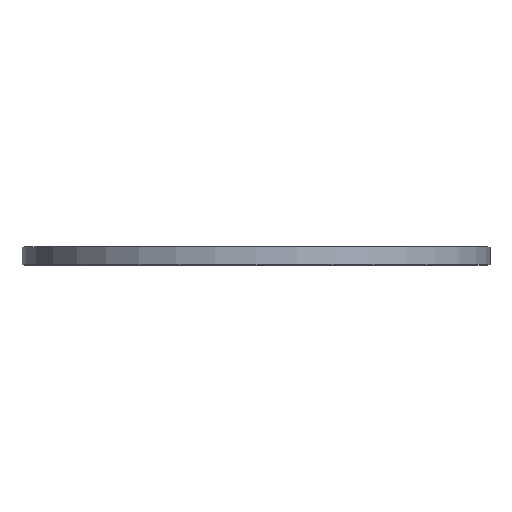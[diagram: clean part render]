
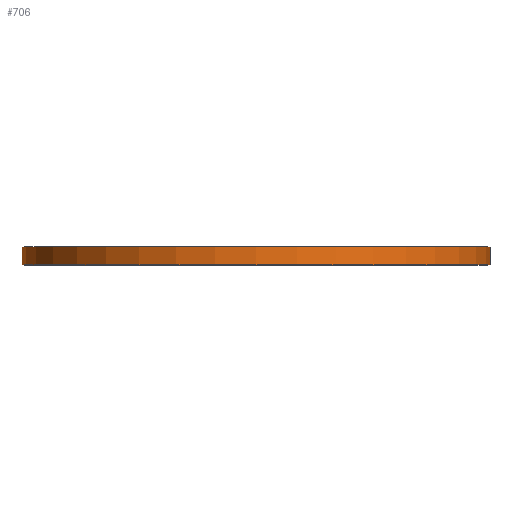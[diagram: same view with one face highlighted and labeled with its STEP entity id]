
A CAD part, top view. The second image highlights one B-rep face of the part: STEP entity #706.
In plain terms, the highlighted cylindrical face has radius 463.55 mm (diameter 927.1 mm), a full revolution.
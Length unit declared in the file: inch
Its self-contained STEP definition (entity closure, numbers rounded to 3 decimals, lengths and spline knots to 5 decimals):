
#104=FACE_OUTER_BOUND('',#136,.T.);
#136=EDGE_LOOP('',(#583,#584,#585,#586));
#226=LINE('',#1218,#256);
#256=VECTOR('',#1032,18.25);
#315=CIRCLE('',#819,18.25);
#316=CIRCLE('',#820,18.25);
#375=VERTEX_POINT('',#1215);
#376=VERTEX_POINT('',#1217);
#464=EDGE_CURVE('',#375,#375,#315,.T.);
#465=EDGE_CURVE('',#375,#376,#226,.T.);
#466=EDGE_CURVE('',#376,#376,#316,.T.);
#583=ORIENTED_EDGE('',*,*,#464,.F.);
#584=ORIENTED_EDGE('',*,*,#465,.T.);
#585=ORIENTED_EDGE('',*,*,#466,.T.);
#586=ORIENTED_EDGE('',*,*,#465,.F.);
#676=CYLINDRICAL_SURFACE('',#818,18.25);
#706=ADVANCED_FACE('',(#104),#676,.T.);
#818=AXIS2_PLACEMENT_3D('',#1214,#1028,#1029);
#819=AXIS2_PLACEMENT_3D('',#1216,#1030,#1031);
#820=AXIS2_PLACEMENT_3D('',#1219,#1033,#1034);
#1028=DIRECTION('center_axis',(0.,1.,0.));
#1029=DIRECTION('ref_axis',(-1.,0.,0.));
#1030=DIRECTION('center_axis',(0.,1.,0.));
#1031=DIRECTION('ref_axis',(-1.,0.,0.));
#1032=DIRECTION('',(0.,-1.,0.));
#1033=DIRECTION('center_axis',(0.,1.,0.));
#1034=DIRECTION('ref_axis',(-1.,0.,0.));
#1214=CARTESIAN_POINT('Origin',(0.,0.,0.));
#1215=CARTESIAN_POINT('',(18.25,1.398,0.));
#1216=CARTESIAN_POINT('Origin',(0.,1.398,0.));
#1217=CARTESIAN_POINT('',(18.25,0.,0.));
#1218=CARTESIAN_POINT('',(18.25,0.,0.));
#1219=CARTESIAN_POINT('Origin',(0.,0.,0.));
